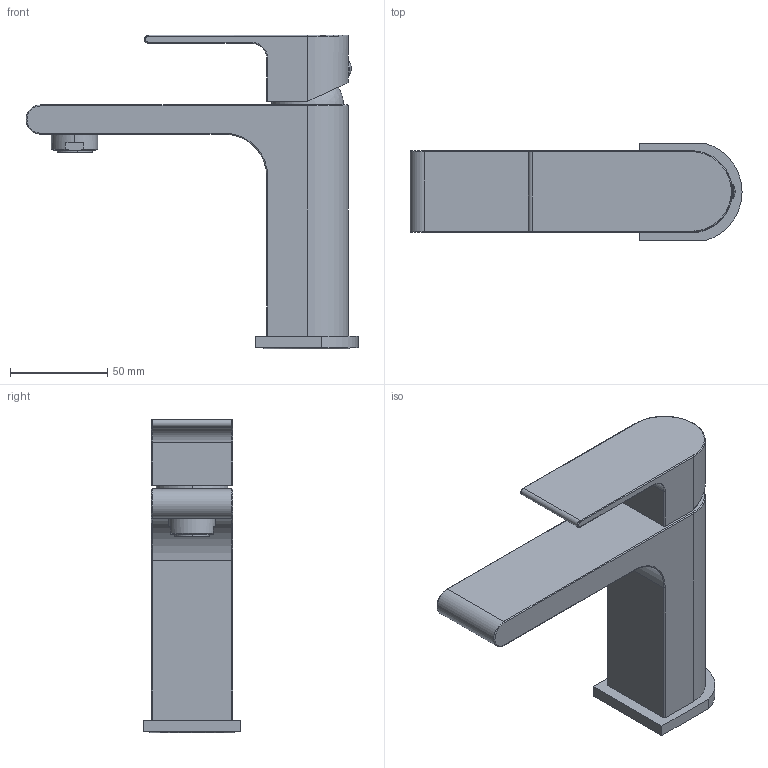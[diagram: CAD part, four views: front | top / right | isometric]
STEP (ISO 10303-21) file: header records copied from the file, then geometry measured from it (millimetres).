
FILE_DESCRIPTION (( 'STEP AP203' ), '1' );
FILE_NAME ('Z8015001BC (10120001).STEP', '2018-09-12T19:14:13', ( '' ), ( '' ), 'SwSTEP 2.0', 'SolidWorks 2018', '' );
FILE_SCHEMA (( 'CONFIG_CONTROL_DESIGN' ));
Length unit declared in the file: inch
Products named in the file (15): 8002023-412.stp; E-35AZCD_AF1.stp; DS-M5X5-P_AF2.stp; Z8015001402.stp; JQ-40X2_5_AF0.stp; Z8015001BC (10120001).stp; LZ-6_5_AF2.stp; 1022001-062_AF2.stp; 8007001-662.stp; 8003101-152_AF0.stp; Z8015001BC (10120001); Z8001001072_AF2.stp; Z8015001092_AF0.stp; Z8015001012_AF0.stp; PQ-21_5X15X2_8.stp
Assembly tree (15 placements, depth 3):
  Z8015001BC (10120001)
    Z8015001BC (10120001).stp
      Z8015001012_AF0.stp
      E-35AZCD_AF1.stp
      1022001-062_AF2.stp
      Z8001001072_AF2.stp
      Z8015001092_AF0.stp
      DS-M5X5-P_AF2.stp
      LZ-6_5_AF2.stp
      8003101-152_AF0.stp
      JQ-40X2_5_AF0.stp
      8007001-662.stp  x2
      PQ-21_5X15X2_8.stp
      Z8015001402.stp
      8002023-412.stp
Bounding box: 171 x 50 x 161.38 mm (x, y, z)
Volume: 49593.4 mm3; surface area: 90644.9 mm2
Topology: 11 solids, 26 shells, 2098 faces, 4933 edges, 3236 vertices
Faces by surface type: cylinder 1088, plane 820, cone 72, bspline 70, torus 34, sphere 14
Entity records: 84544 total; most frequent: CARTESIAN_POINT 36370, ORIENTED_EDGE 9508, DIRECTION 9287, EDGE_CURVE 4787, AXIS2_PLACEMENT_3D 3568, VERTEX_POINT 3150, EDGE_LOOP 2587, VECTOR 2151
